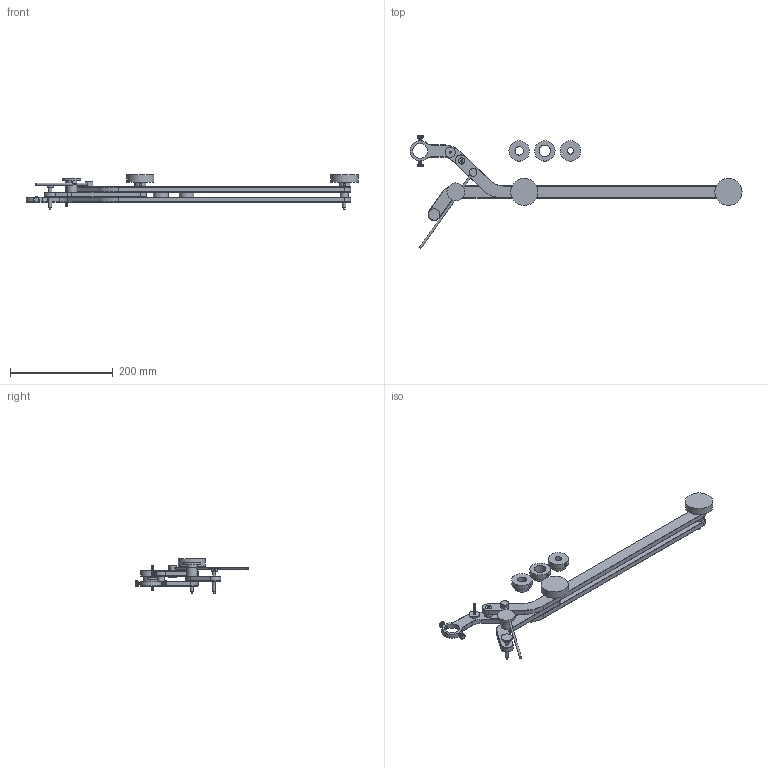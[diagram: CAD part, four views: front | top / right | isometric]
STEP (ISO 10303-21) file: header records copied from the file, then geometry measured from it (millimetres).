
FILE_DESCRIPTION(/* description */ (''),/* implementation_level */ '2;1');
FILE_NAME(/* name */ 'CONNEXE Complet.step',/* time_stamp */ '2023-10-03T17:41:39+02:00',/* author */ (''),/* organization */ (''),/* preprocessor_version */ 'ST-DEVELOPER v20',/* originating_system */ 'Autodesk Translation Framework v12.9.0.99',/* authorisation */ '');
FILE_SCHEMA (('AUTOMOTIVE_DESIGN { 1 0 10303 214 3 1 1 }'));
Products named in the file (18): CONNEXE FAB; 92545A167_Knurled-Head Thumb Screw; 94326A243_Fine-Thread 316 Stainless Steel Hex Drive Flat Head Screw; 90517A240_Tamper-Resistant Hex Drive Flat Head Screws; 94595A238_Low-Strength Zinc-Plated Steel Threaded Rod; Composant8; Composant10; Composant11; Composant12; Composant13; Composant14; Composant15; Composant16; Composant17; Composant19; Composant20; Composant21; Composant31
Assembly tree (18 placements, depth 2):
  CONNEXE FAB
    92545A167_Knurled-Head Thumb Screw  x2
    94326A243_Fine-Thread 316 Stainless Steel Hex Drive Flat Head Screw
    90517A240_Tamper-Resistant Hex Drive Flat Head Screws
    94595A238_Low-Strength Zinc-Plated Steel Threaded Rod
    Composant8
    Composant10
    Composant11
    Composant12
    Composant13
    Composant14
    Composant15
    Composant16
    Composant17
    Composant19
    Composant20
    Composant21
    Composant31
Bounding box: 647.5 x 220.35 x 68 mm (x, y, z)
Volume: 478631.1 mm3; surface area: 150194.8 mm2
Topology: 28 solids, 28 shells, 1769 faces, 4056 edges, 2366 vertices
Faces by surface type: bspline 932, cylinder 633, plane 138, cone 63, torus 2, sphere 1
Full cylindrical faces by diameter (mm): 0.992 x1, 3 x6, 3.091 x89, 3.961 x20, 4 x97, 5 x25, 5.026 x21, 5.884 x1, 6 x32, 6.03 x3, 8.94 x1, 10 x5, 12 x2, 12.6 x1, 14 x1, 15 x2, 16.03 x1, 16.6 x1, 20 x3, 21 x2, 22 x1, 22.6 x1, 29 x4, 35 x1, 40 x3, 53 x2
Entity records: 63348 total; most frequent: CARTESIAN_POINT 41720, ORIENTED_EDGE 5336, DIRECTION 3097, EDGE_CURVE 2668, VERTEX_POINT 1599, AXIS2_PLACEMENT_3D 1254, EDGE_LOOP 1227, B_SPLINE_CURVE_WITH_KNOTS 1151
